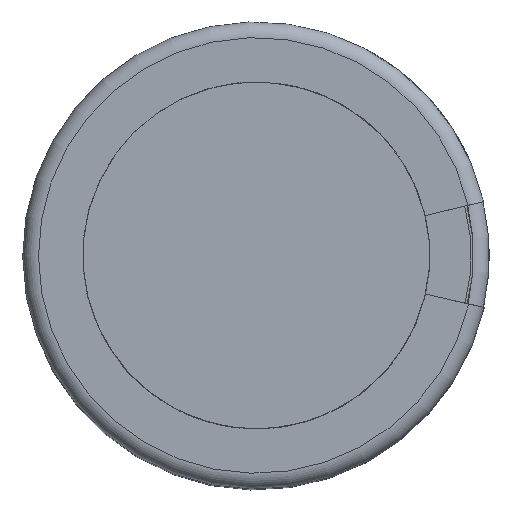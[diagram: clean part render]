
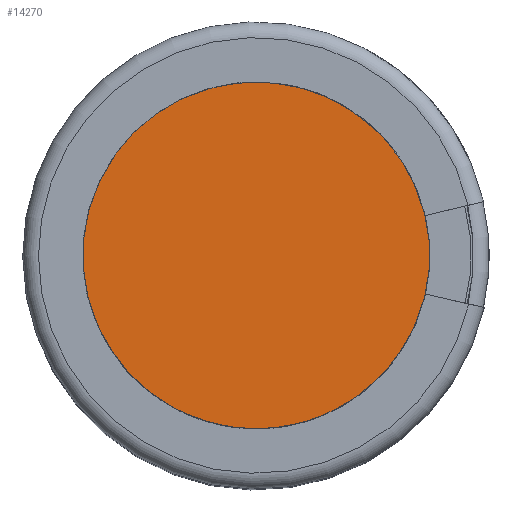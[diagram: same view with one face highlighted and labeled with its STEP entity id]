
A CAD part, top view. The second image highlights one B-rep face of the part: STEP entity #14270.
In plain terms, the highlighted face is planar.
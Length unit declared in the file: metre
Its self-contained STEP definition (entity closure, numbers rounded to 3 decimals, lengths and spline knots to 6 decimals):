
#394=PLANE('',#15320);
#843=CIRCLE('',#15321,0.013932);
#4888=ORIENTED_EDGE('',*,*,#6839,.F.);
#6839=EDGE_CURVE('',#7829,#7829,#843,.T.);
#7829=VERTEX_POINT('',#24113);
#8561=EDGE_LOOP('',(#4888));
#9262=FACE_BOUND('',#8561,.T.);
#14270=ADVANCED_FACE('',(#9262),#394,.F.);
#15320=AXIS2_PLACEMENT_3D('',#24111,#18060,#18061);
#15321=AXIS2_PLACEMENT_3D('',#24112,#18062,#18063);
#18060=DIRECTION('',(0.,-1.,0.));
#18061=DIRECTION('',(0.,0.,-1.));
#18062=DIRECTION('',(0.,-1.,0.));
#18063=DIRECTION('',(0.,0.,-1.));
#24111=CARTESIAN_POINT('',(0.,0.03878,0.));
#24112=CARTESIAN_POINT('',(0.,0.03878,0.));
#24113=CARTESIAN_POINT('',(0.,0.03878,-0.013932));
